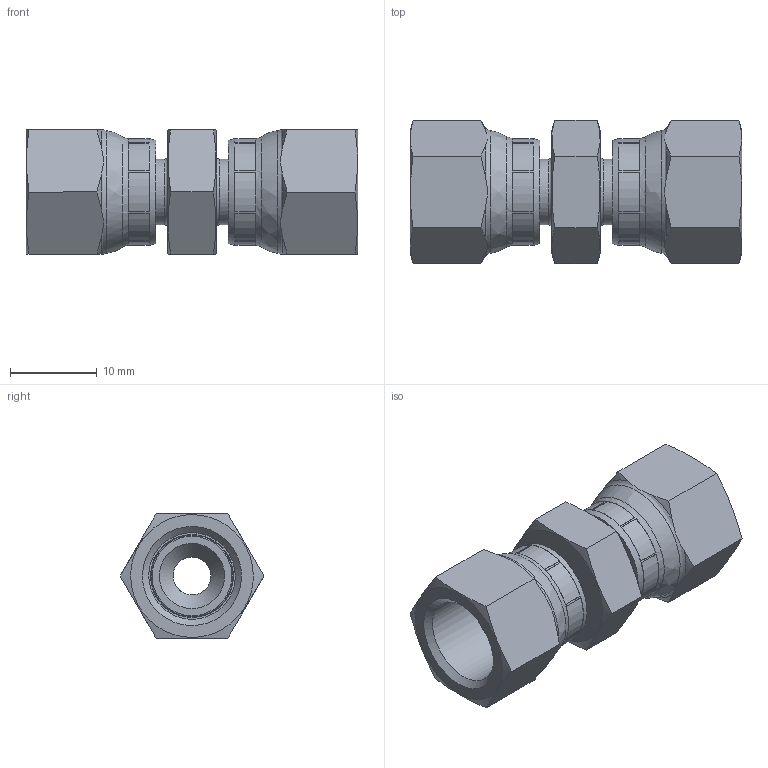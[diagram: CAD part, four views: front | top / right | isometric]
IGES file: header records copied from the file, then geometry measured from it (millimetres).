
Global section: file name: 4 HX6_ASM_TFD_Cust; native system: Autodesk Inventor 2018; preprocessor: unknown; author: bb26455; date: 20190129.115550; units: centimetre
Bounding box: 38.15 x 16.51 x 14.3 mm (x, y, z)
Volume: 3799.3 mm3; surface area: 3958.9 mm2
Topology: 1 solids, 1 shells, 175 faces, 448 edges, 283 vertices
Faces by surface type: bspline 175
